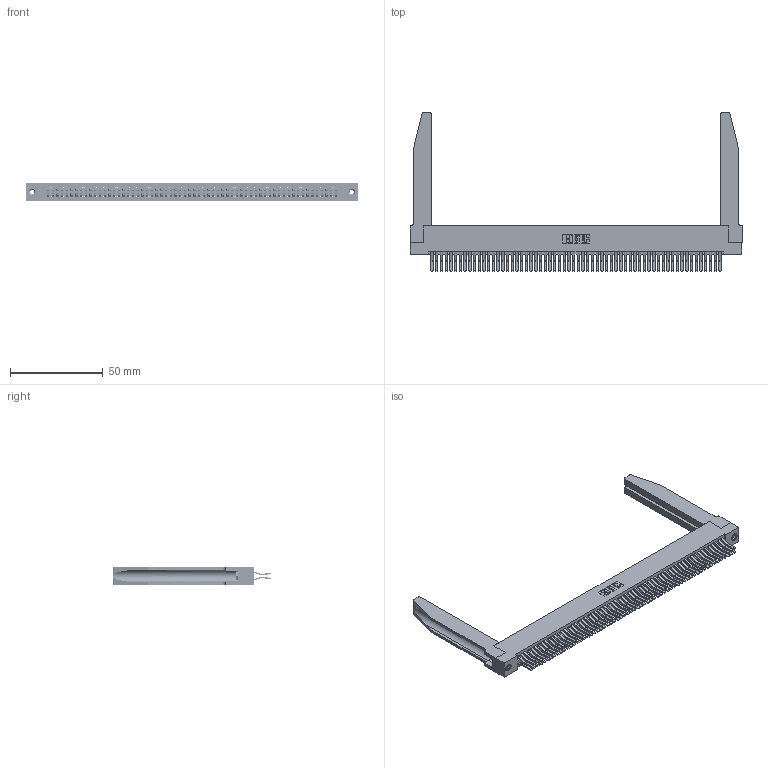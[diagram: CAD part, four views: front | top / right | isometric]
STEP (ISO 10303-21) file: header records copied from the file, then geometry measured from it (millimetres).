
FILE_DESCRIPTION (( 'STEP AP203' ), '1' );
FILE_NAME ('395-124-560-278.STEP', '2019-10-28T13:28:05', ( '' ), ( '' ), 'SwSTEP 2.0', 'SolidWorks 2016', '' );
FILE_SCHEMA (( 'CONFIG_CONTROL_DESIGN' ));
Length unit declared in the file: inch
Products named in the file (5): 345 Part_Flush Mounting Lugs - 0.156 Dia-TH; 345-292-001_560 Tail; 345-250-001_345-250-001-102; 345-220-078_345-220-078; 395-124-560-278
Assembly tree (129 placements, depth 2):
  395-124-560-278
    345 Part_Flush Mounting Lugs - 0.156 Dia-TH
    345-292-001_560 Tail  x124
    345-250-001_345-250-001-102  x2
    345-220-078_345-220-078  x2
Bounding box: 178.71 x 85.41 x 9.4 mm (x, y, z)
Volume: 26129.4 mm3; surface area: 36453.7 mm2
Topology: 129 solids, 129 shells, 6808 faces, 20169 edges, 13270 vertices
Faces by surface type: plane 4314, cylinder 2442, bspline 36, cone 12, torus 4
Entity records: 50782 total; most frequent: CARTESIAN_POINT 9411, ORIENTED_EDGE 8242, DIRECTION 7271, EDGE_CURVE 4121, LINE 3643, VECTOR 3643, VERTEX_POINT 2740, AXIS2_PLACEMENT_3D 1814
